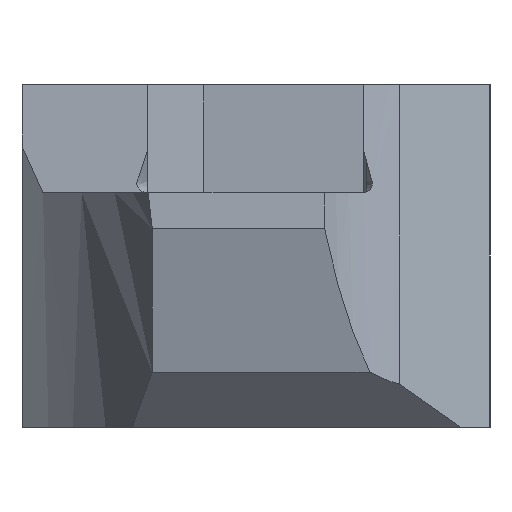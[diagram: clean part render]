
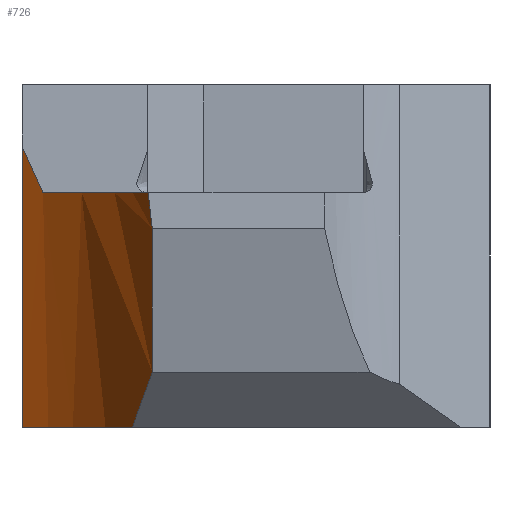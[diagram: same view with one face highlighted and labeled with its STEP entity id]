
A CAD part, left-side view. The second image highlights one B-rep face of the part: STEP entity #726.
In plain terms, the highlighted free-form (B-spline) face has degree [3, 1] with [4, 2] control points.
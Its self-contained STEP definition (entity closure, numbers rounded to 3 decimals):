
#3 = CARTESIAN_POINT ( 'NONE',  ( 0., 9.513, -3. ) ) ;
#101 = CARTESIAN_POINT ( 'NONE',  ( 0., 9.513, -3. ) ) ;
#110 = CARTESIAN_POINT ( 'NONE',  ( 2.597, 9.952, -9.525 ) ) ;
#121 = CARTESIAN_POINT ( 'NONE',  ( 5.199, 12.389, -9.525 ) ) ;
#138 = CARTESIAN_POINT ( 'NONE',  ( 3.005, 11.818, -3. ) ) ;
#150 = VERTEX_POINT ( 'NONE', #1237 ) ;
#152 = VERTEX_POINT ( 'NONE', #1612 ) ;
#222 = CARTESIAN_POINT ( 'NONE',  ( 2.597, 9.952, -9.525 ) ) ;
#248 = CARTESIAN_POINT ( 'NONE',  ( 0.018, 9.521, -3. ) ) ;
#250 = CARTESIAN_POINT ( 'NONE',  ( 0., 9.436, -3.664 ) ) ;
#277 = CARTESIAN_POINT ( 'NONE',  ( 2.231, 10.981, -3. ) ) ;
#296 = VERTEX_POINT ( 'NONE', #1522 ) ;
#328 = CARTESIAN_POINT ( 'NONE',  ( 3.446, 12.633, -2.531 ) ) ;
#349 = CARTESIAN_POINT ( 'NONE',  ( 3.234, 10.104, -9.525 ) ) ;
#358 = CARTESIAN_POINT ( 'NONE',  ( 2.164, 9.764, -9.092 ) ) ;
#365 = CARTESIAN_POINT ( 'NONE',  ( 1.072, 9.4, -8. ) ) ;
#374 = EDGE_LOOP ( 'NONE', ( #1476, #1546, #1641, #1246, #446, #783, #878, #1313 ) ) ;
#409 = CARTESIAN_POINT ( 'NONE',  ( 0.722, 9.837, -3. ) ) ;
#435 = B_SPLINE_CURVE_WITH_KNOTS ( 'NONE', 3,
 ( #222, #358, #1165, #365 ),
 .UNSPECIFIED., .F., .F.,
 ( 4, 4 ),
 ( 0., 1. ),
 .UNSPECIFIED. ) ;
#446 = ORIENTED_EDGE ( 'NONE', *, *, #1686, .F. ) ;
#459 = CARTESIAN_POINT ( 'NONE',  ( 3.446, 13.025, -1.702 ) ) ;
#481 = CARTESIAN_POINT ( 'NONE',  ( 4.644, 11.362, -9.525 ) ) ;
#508 = LINE ( 'NONE', #1720, #898 ) ;
#525 = CARTESIAN_POINT ( 'NONE',  ( 2.597, 9.952, -9.525 ) ) ;
#550 = EDGE_CURVE ( 'NONE', #1104, #150, #558, .T. ) ;
#558 = B_SPLINE_CURVE_WITH_KNOTS ( 'NONE', 3,
 ( #525, #1197, #1747, #923, #121, #1062 ),
 .UNSPECIFIED., .F., .F.,
 ( 4, 2, 4 ),
 ( 0., 0.5, 1. ),
 .UNSPECIFIED. ) ;
#565 =( BOUNDED_CURVE ( )  B_SPLINE_CURVE ( 3, ( #770, #1589, #248, #1185 ),
 .UNSPECIFIED., .F., .F. ) 
 B_SPLINE_CURVE_WITH_KNOTS ( ( 4, 4 ),
 ( 0., 1. ),
 .UNSPECIFIED. ) 
 CURVE ( )  GEOMETRIC_REPRESENTATION_ITEM ( )  RATIONAL_B_SPLINE_CURVE ( ( 0.994, 0.994, 0.994, 0.993 ) ) 
 REPRESENTATION_ITEM ( '' )  );
#583 = EDGE_CURVE ( 'NONE', #150, #1058, #738, .T. ) ;
#611 = CARTESIAN_POINT ( 'NONE',  ( 5.542, 13.025, -9.525 ) ) ;
#631 = CARTESIAN_POINT ( 'NONE',  ( 3.446, 13.025, -1.702 ) ) ;
#644 = EDGE_CURVE ( 'NONE', #152, #1058, #687, .T. ) ;
#662 = CARTESIAN_POINT ( 'NONE',  ( 5.542, 13.025, -9.525 ) ) ;
#687 = B_SPLINE_CURVE_WITH_KNOTS ( 'NONE', 3,
 ( #695, #328, #1266, #459 ),
 .UNSPECIFIED., .F., .F.,
 ( 4, 4 ),
 ( 0., 1. ),
 .UNSPECIFIED. ) ;
#695 = CARTESIAN_POINT ( 'NONE',  ( 3.446, 12.441, -3. ) ) ;
#726 = ADVANCED_FACE ( 'NONE', ( #1091 ), #876, .F. ) ;
#738 = LINE ( 'NONE', #662, #1014 ) ;
#770 = CARTESIAN_POINT ( 'NONE',  ( 0., 9.513, -3. ) ) ;
#783 = ORIENTED_EDGE ( 'NONE', *, *, #1763, .F. ) ;
#795 = DIRECTION ( 'NONE',  ( -0.259, 0., 0.966 ) ) ;
#839 = B_SPLINE_CURVE_WITH_KNOTS ( 'NONE', 3,
 ( #101, #1319, #250, #1188 ),
 .UNSPECIFIED., .F., .F.,
 ( 4, 4 ),
 ( 0., 1. ),
 .UNSPECIFIED. ) ;
#867 = CARTESIAN_POINT ( 'NONE',  ( 1.072, 9.4, -8. ) ) ;
#873 = CARTESIAN_POINT ( 'NONE',  ( -0.628, 9.4, -1.655 ) ) ;
#876 =( BOUNDED_SURFACE ( )  B_SPLINE_SURFACE ( 3, 1, ( 
 ( #1146, #873 ),
 ( #349, #1285 ),
 ( #481, #1416 ),
 ( #611, #1560 ) ),
 .UNSPECIFIED., .F., .F., .F. ) 
 B_SPLINE_SURFACE_WITH_KNOTS ( ( 4, 4 ),
 ( 2, 2 ),
 ( 0., 1. ),
 ( 0., 1. ),
 .UNSPECIFIED. ) 
 GEOMETRIC_REPRESENTATION_ITEM ( )  RATIONAL_B_SPLINE_SURFACE ( (
 ( 1., 1.),
 ( 0.96, 0.96),
 ( 0.96, 0.96),
 ( 1., 1.) ) ) 
 REPRESENTATION_ITEM ( '' )  SURFACE ( )  );
#878 = ORIENTED_EDGE ( 'NONE', *, *, #1067, .T. ) ;
#897 = DIRECTION ( 'NONE',  ( 0.259, 0., -0.966 ) ) ;
#898 = VECTOR ( 'NONE', #897, 1000. ) ;
#923 = CARTESIAN_POINT ( 'NONE',  ( 4.777, 11.81, -9.525 ) ) ;
#942 = EDGE_CURVE ( 'NONE', #1104, #1466, #435, .T. ) ;
#1014 = VECTOR ( 'NONE', #795, 1000. ) ;
#1058 = VERTEX_POINT ( 'NONE', #631 ) ;
#1062 = CARTESIAN_POINT ( 'NONE',  ( 5.542, 13.025, -9.525 ) ) ;
#1067 = EDGE_CURVE ( 'NONE', #1254, #296, #565, .T. ) ;
#1073 = CARTESIAN_POINT ( 'NONE',  ( 2.504, 11.249, -3. ) ) ;
#1091 = FACE_OUTER_BOUND ( 'NONE', #374, .T. ) ;
#1104 = VERTEX_POINT ( 'NONE', #110 ) ;
#1116 = CARTESIAN_POINT ( 'NONE',  ( 0., 9.4, -4. ) ) ;
#1146 = CARTESIAN_POINT ( 'NONE',  ( 1.48, 9.4, -9.525 ) ) ;
#1165 = CARTESIAN_POINT ( 'NONE',  ( 1.656, 9.571, -8.584 ) ) ;
#1176 = EDGE_CURVE ( 'NONE', #152, #296, #1381, .T. ) ;
#1185 = CARTESIAN_POINT ( 'NONE',  ( 0.026, 9.525, -3. ) ) ;
#1188 = CARTESIAN_POINT ( 'NONE',  ( 0., 9.4, -4. ) ) ;
#1197 = CARTESIAN_POINT ( 'NONE',  ( 3.217, 10.322, -9.525 ) ) ;
#1215 = CARTESIAN_POINT ( 'NONE',  ( 1.36, 10.24, -3. ) ) ;
#1237 = CARTESIAN_POINT ( 'NONE',  ( 5.542, 13.025, -9.525 ) ) ;
#1246 = ORIENTED_EDGE ( 'NONE', *, *, #942, .T. ) ;
#1254 = VERTEX_POINT ( 'NONE', #3 ) ;
#1266 = CARTESIAN_POINT ( 'NONE',  ( 3.446, 12.828, -2.099 ) ) ;
#1285 = CARTESIAN_POINT ( 'NONE',  ( 1.126, 10.104, -1.655 ) ) ;
#1313 = ORIENTED_EDGE ( 'NONE', *, *, #1176, .F. ) ;
#1319 = CARTESIAN_POINT ( 'NONE',  ( 0., 9.474, -3.331 ) ) ;
#1341 = VERTEX_POINT ( 'NONE', #1116 ) ;
#1354 = CARTESIAN_POINT ( 'NONE',  ( 0.026, 9.525, -3. ) ) ;
#1381 = B_SPLINE_CURVE_WITH_KNOTS ( 'NONE', 3,
 ( #1762, #1621, #138, #1073, #277, #1215, #409, #1354 ),
 .UNSPECIFIED., .F., .F.,
 ( 4, 2, 2, 4 ),
 ( 0., 0.25, 0.5, 1. ),
 .UNSPECIFIED. ) ;
#1416 = CARTESIAN_POINT ( 'NONE',  ( 2.536, 11.362, -1.655 ) ) ;
#1466 = VERTEX_POINT ( 'NONE', #867 ) ;
#1476 = ORIENTED_EDGE ( 'NONE', *, *, #644, .T. ) ;
#1522 = CARTESIAN_POINT ( 'NONE',  ( 0.026, 9.525, -3. ) ) ;
#1546 = ORIENTED_EDGE ( 'NONE', *, *, #583, .F. ) ;
#1560 = CARTESIAN_POINT ( 'NONE',  ( 3.433, 13.025, -1.655 ) ) ;
#1589 = CARTESIAN_POINT ( 'NONE',  ( 0.009, 9.517, -3. ) ) ;
#1612 = CARTESIAN_POINT ( 'NONE',  ( 3.446, 12.441, -3. ) ) ;
#1621 = CARTESIAN_POINT ( 'NONE',  ( 3.236, 12.121, -3. ) ) ;
#1641 = ORIENTED_EDGE ( 'NONE', *, *, #550, .F. ) ;
#1686 = EDGE_CURVE ( 'NONE', #1341, #1466, #508, .T. ) ;
#1720 = CARTESIAN_POINT ( 'NONE',  ( 0.426, 9.4, -5.59 ) ) ;
#1747 = CARTESIAN_POINT ( 'NONE',  ( 3.777, 10.767, -9.525 ) ) ;
#1762 = CARTESIAN_POINT ( 'NONE',  ( 3.446, 12.441, -3. ) ) ;
#1763 = EDGE_CURVE ( 'NONE', #1254, #1341, #839, .T. ) ;
